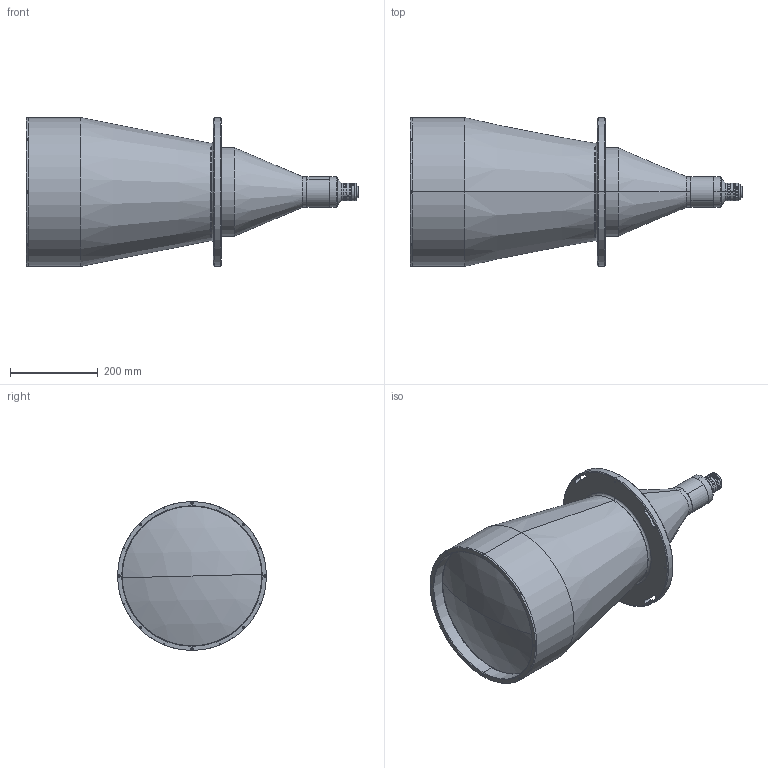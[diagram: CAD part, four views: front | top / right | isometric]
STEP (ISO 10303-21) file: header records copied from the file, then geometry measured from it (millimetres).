
FILE_DESCRIPTION (( 'STEP AP203' ), '1' );
FILE_NAME ('XF-PTL31011-C.STEP', '2019-07-20T05:43:45', ( 'puyufan' ), ( '' ), 'SwSTEP 2.0', 'SolidWorks 2014', '' );
FILE_SCHEMA (( 'CONFIG_CONTROL_DESIGN' ));
Length unit declared in the file: millimetre
Products named in the file (1): XF-PTL31011-C
Bounding box: 758.18 x 340 x 340 mm (x, y, z)
Surface area: 910128.6 mm2 (no closed solid volume)
Topology: 0 solids, 48 shells, 300 faces, 1277 edges, 1020 vertices
Faces by surface type: cylinder 151, plane 94, torus 34, cone 16, sphere 4, bspline 1
Entity records: 18420 total; most frequent: CARTESIAN_POINT 7890, DIRECTION 2205, ORIENTED_EDGE 1838, EDGE_CURVE 1277, VERTEX_POINT 1020, AXIS2_PLACEMENT_3D 854, CIRCLE 554, LINE 497
